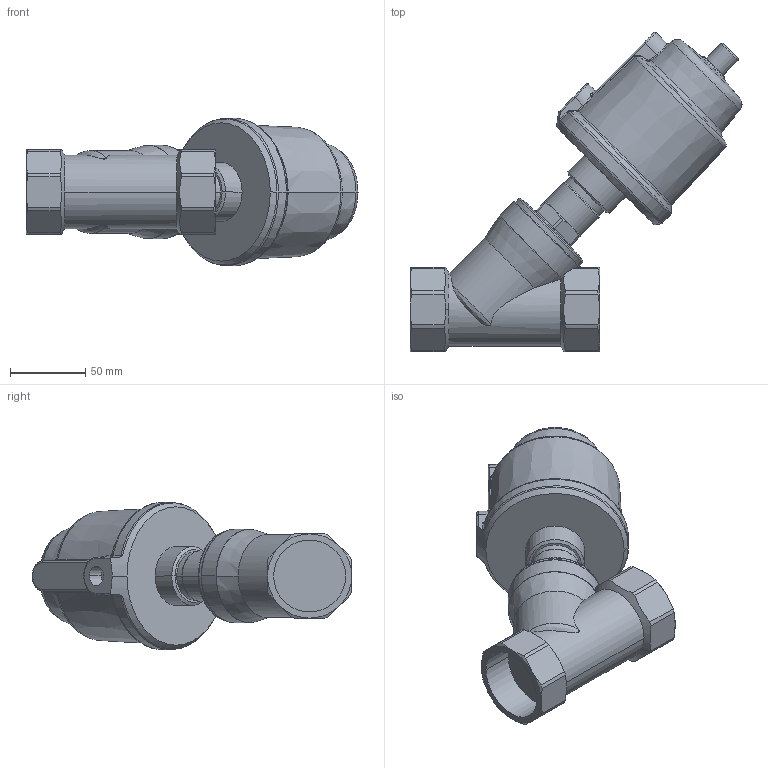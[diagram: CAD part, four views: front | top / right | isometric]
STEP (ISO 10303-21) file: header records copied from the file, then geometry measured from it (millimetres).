
FILE_DESCRIPTION (( 'STEP AP214' ), '1' );
FILE_NAME ('700 DN40 80mm.STEP', '2018-06-15T12:43:02', ( '' ), ( '' ), 'SwSTEP 2.0', 'SolidWorks 2015', '' );
FILE_SCHEMA (( 'AUTOMOTIVE_DESIGN' ));
Length unit declared in the file: millimetre
Products named in the file (1): 700 DN40 80mm
Bounding box: 220.71 x 212.39 x 97.88 mm (x, y, z)
Surface area: 88575.8 mm2 (no closed solid volume)
Topology: 0 solids, 3 shells, 197 faces, 481 edges, 292 vertices
Faces by surface type: cylinder 62, bspline 54, cone 43, plane 38
Entity records: 10433 total; most frequent: CARTESIAN_POINT 4085, ORIENTED_EDGE 952, DIRECTION 757, EDGE_CURVE 479, AXIS2_PLACEMENT_3D 313, VERTEX_POINT 292, EDGE_LOOP 204, UNCERTAINTY_MEASURE_WITH_UNIT 200
